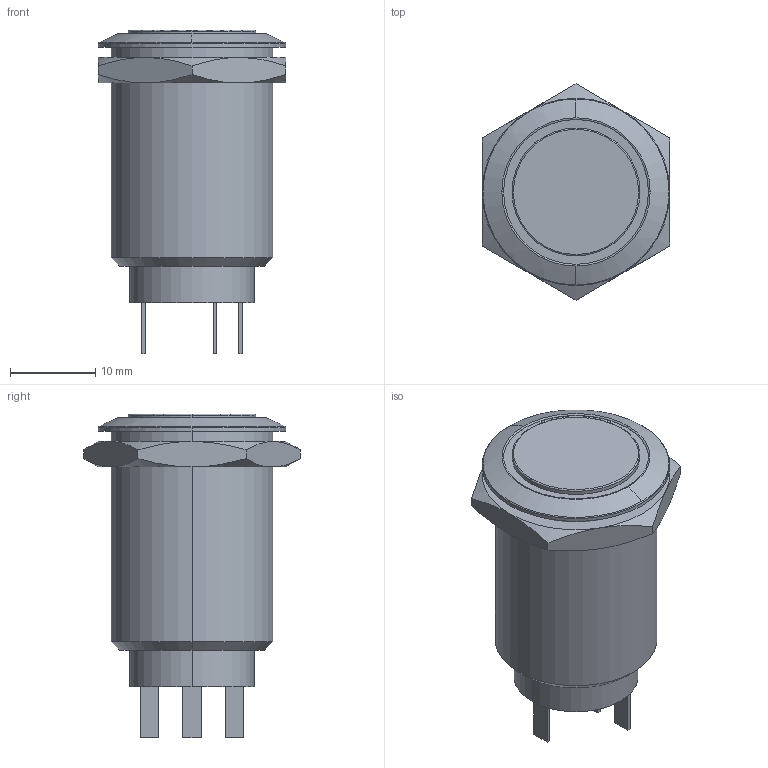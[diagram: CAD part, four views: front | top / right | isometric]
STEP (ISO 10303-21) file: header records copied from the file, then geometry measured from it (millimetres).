
FILE_DESCRIPTION (( 'STEP AP203' ), '1' );
FILE_NAME ('Êíîïêà àíòèâàíäàëüíàÿ LAS1-19F-11EL.STEP', '2019-02-25T13:54:18', ( 'user' ), ( '' ), 'SwSTEP 2.0', 'SolidWorks 2017', '' );
FILE_SCHEMA (( 'CONFIG_CONTROL_DESIGN' ));
Length unit declared in the file: millimetre
Products named in the file (1): Êíîïêà àíòèâàíäàëüíàÿ LAS1-19F-11EL
Bounding box: 22 x 25.4 x 38 mm (x, y, z)
Volume: 9145 mm3; surface area: 3424 mm2
Topology: 2 solids, 2 shells, 72 faces, 160 edges, 100 vertices
Faces by surface type: plane 38, cone 14, cylinder 12, torus 6, sphere 2
Entity records: 2155 total; most frequent: CARTESIAN_POINT 477, DIRECTION 338, ORIENTED_EDGE 320, EDGE_CURVE 160, AXIS2_PLACEMENT_3D 129, VERTEX_POINT 100, EDGE_LOOP 82, LINE 80
